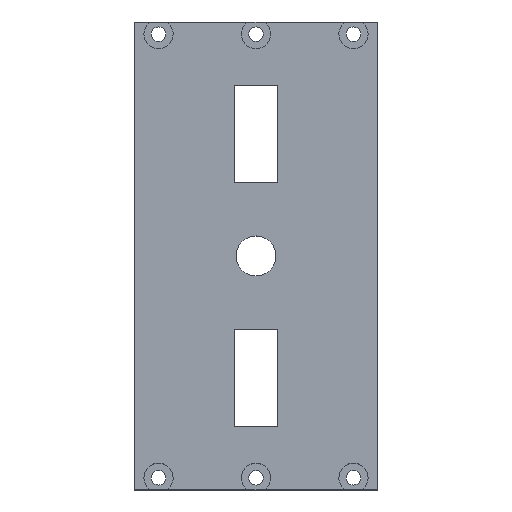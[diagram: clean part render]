
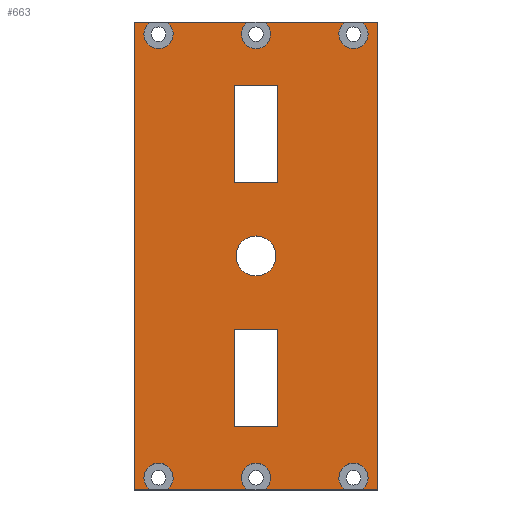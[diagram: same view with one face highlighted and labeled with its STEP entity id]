
A CAD part, top view. The second image highlights one B-rep face of the part: STEP entity #663.
In plain terms, the highlighted planar face has unit normal (0, 0, 1).
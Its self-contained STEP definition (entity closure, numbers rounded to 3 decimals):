
#21=FACE_BOUND('',#105,.T.);
#22=FACE_BOUND('',#106,.T.);
#23=FACE_BOUND('',#107,.T.);
#39=PLANE('',#728);
#65=FACE_OUTER_BOUND('',#104,.T.);
#104=EDGE_LOOP('',(#494,#495,#496,#497,#498,#499,#500,#501,#502,#503,#504,
#505,#506,#507,#508,#509));
#105=EDGE_LOOP('',(#510,#511,#512,#513));
#106=EDGE_LOOP('',(#514));
#107=EDGE_LOOP('',(#515,#516,#517,#518));
#155=LINE('',#1025,#222);
#156=LINE('',#1027,#223);
#157=LINE('',#1028,#224);
#158=LINE('',#1029,#225);
#159=LINE('',#1030,#226);
#160=LINE('',#1032,#227);
#161=LINE('',#1034,#228);
#162=LINE('',#1035,#229);
#163=LINE('',#1036,#230);
#164=LINE('',#1037,#231);
#165=LINE('',#1040,#232);
#166=LINE('',#1042,#233);
#167=LINE('',#1044,#234);
#168=LINE('',#1045,#235);
#169=LINE('',#1050,#236);
#170=LINE('',#1052,#237);
#171=LINE('',#1054,#238);
#172=LINE('',#1055,#239);
#222=VECTOR('',#839,10.);
#223=VECTOR('',#840,10.);
#224=VECTOR('',#841,10.);
#225=VECTOR('',#842,10.);
#226=VECTOR('',#843,10.);
#227=VECTOR('',#844,10.);
#228=VECTOR('',#845,10.);
#229=VECTOR('',#846,10.);
#230=VECTOR('',#847,10.);
#231=VECTOR('',#848,10.);
#232=VECTOR('',#849,10.);
#233=VECTOR('',#850,10.);
#234=VECTOR('',#851,10.);
#235=VECTOR('',#852,10.);
#236=VECTOR('',#855,10.);
#237=VECTOR('',#856,10.);
#238=VECTOR('',#857,10.);
#239=VECTOR('',#858,10.);
#271=CIRCLE('',#699,3.);
#274=CIRCLE('',#704,3.);
#277=CIRCLE('',#709,3.);
#280=CIRCLE('',#714,3.);
#283=CIRCLE('',#719,3.);
#286=CIRCLE('',#724,3.);
#289=CIRCLE('',#729,4.1);
#297=VERTEX_POINT('',#946);
#298=VERTEX_POINT('',#947);
#302=VERTEX_POINT('',#959);
#303=VERTEX_POINT('',#960);
#307=VERTEX_POINT('',#972);
#308=VERTEX_POINT('',#973);
#312=VERTEX_POINT('',#985);
#313=VERTEX_POINT('',#986);
#317=VERTEX_POINT('',#998);
#318=VERTEX_POINT('',#999);
#322=VERTEX_POINT('',#1011);
#323=VERTEX_POINT('',#1012);
#327=VERTEX_POINT('',#1024);
#328=VERTEX_POINT('',#1026);
#329=VERTEX_POINT('',#1031);
#330=VERTEX_POINT('',#1033);
#331=VERTEX_POINT('',#1038);
#332=VERTEX_POINT('',#1039);
#333=VERTEX_POINT('',#1041);
#334=VERTEX_POINT('',#1043);
#335=VERTEX_POINT('',#1046);
#336=VERTEX_POINT('',#1048);
#337=VERTEX_POINT('',#1049);
#338=VERTEX_POINT('',#1051);
#339=VERTEX_POINT('',#1053);
#359=EDGE_CURVE('',#297,#298,#271,.T.);
#365=EDGE_CURVE('',#302,#303,#274,.T.);
#371=EDGE_CURVE('',#307,#308,#277,.T.);
#377=EDGE_CURVE('',#312,#313,#280,.T.);
#383=EDGE_CURVE('',#317,#318,#283,.T.);
#389=EDGE_CURVE('',#322,#323,#286,.T.);
#395=EDGE_CURVE('',#298,#327,#155,.T.);
#396=EDGE_CURVE('',#327,#328,#156,.T.);
#397=EDGE_CURVE('',#328,#302,#157,.T.);
#398=EDGE_CURVE('',#303,#317,#158,.T.);
#399=EDGE_CURVE('',#318,#312,#159,.T.);
#400=EDGE_CURVE('',#313,#329,#160,.T.);
#401=EDGE_CURVE('',#329,#330,#161,.T.);
#402=EDGE_CURVE('',#330,#322,#162,.T.);
#403=EDGE_CURVE('',#323,#307,#163,.T.);
#404=EDGE_CURVE('',#308,#297,#164,.T.);
#405=EDGE_CURVE('',#331,#332,#165,.T.);
#406=EDGE_CURVE('',#332,#333,#166,.T.);
#407=EDGE_CURVE('',#333,#334,#167,.T.);
#408=EDGE_CURVE('',#334,#331,#168,.T.);
#409=EDGE_CURVE('',#335,#335,#289,.T.);
#410=EDGE_CURVE('',#336,#337,#169,.T.);
#411=EDGE_CURVE('',#337,#338,#170,.T.);
#412=EDGE_CURVE('',#338,#339,#171,.T.);
#413=EDGE_CURVE('',#339,#336,#172,.T.);
#494=ORIENTED_EDGE('',*,*,#359,.T.);
#495=ORIENTED_EDGE('',*,*,#395,.T.);
#496=ORIENTED_EDGE('',*,*,#396,.T.);
#497=ORIENTED_EDGE('',*,*,#397,.T.);
#498=ORIENTED_EDGE('',*,*,#365,.T.);
#499=ORIENTED_EDGE('',*,*,#398,.T.);
#500=ORIENTED_EDGE('',*,*,#383,.T.);
#501=ORIENTED_EDGE('',*,*,#399,.T.);
#502=ORIENTED_EDGE('',*,*,#377,.T.);
#503=ORIENTED_EDGE('',*,*,#400,.T.);
#504=ORIENTED_EDGE('',*,*,#401,.T.);
#505=ORIENTED_EDGE('',*,*,#402,.T.);
#506=ORIENTED_EDGE('',*,*,#389,.T.);
#507=ORIENTED_EDGE('',*,*,#403,.T.);
#508=ORIENTED_EDGE('',*,*,#371,.T.);
#509=ORIENTED_EDGE('',*,*,#404,.T.);
#510=ORIENTED_EDGE('',*,*,#405,.T.);
#511=ORIENTED_EDGE('',*,*,#406,.T.);
#512=ORIENTED_EDGE('',*,*,#407,.T.);
#513=ORIENTED_EDGE('',*,*,#408,.T.);
#514=ORIENTED_EDGE('',*,*,#409,.T.);
#515=ORIENTED_EDGE('',*,*,#410,.T.);
#516=ORIENTED_EDGE('',*,*,#411,.T.);
#517=ORIENTED_EDGE('',*,*,#412,.T.);
#518=ORIENTED_EDGE('',*,*,#413,.T.);
#663=ADVANCED_FACE('',(#65,#21,#22,#23),#39,.T.);
#699=AXIS2_PLACEMENT_3D('',#948,#761,#762);
#704=AXIS2_PLACEMENT_3D('',#961,#774,#775);
#709=AXIS2_PLACEMENT_3D('',#974,#787,#788);
#714=AXIS2_PLACEMENT_3D('',#987,#800,#801);
#719=AXIS2_PLACEMENT_3D('',#1000,#813,#814);
#724=AXIS2_PLACEMENT_3D('',#1013,#826,#827);
#728=AXIS2_PLACEMENT_3D('',#1023,#837,#838);
#729=AXIS2_PLACEMENT_3D('',#1047,#853,#854);
#761=DIRECTION('center_axis',(0.,0.,-1.));
#762=DIRECTION('ref_axis',(1.,0.,0.));
#774=DIRECTION('center_axis',(0.,0.,-1.));
#775=DIRECTION('ref_axis',(1.,0.,0.));
#787=DIRECTION('center_axis',(0.,0.,-1.));
#788=DIRECTION('ref_axis',(1.,0.,0.));
#800=DIRECTION('center_axis',(0.,0.,-1.));
#801=DIRECTION('ref_axis',(1.,0.,0.));
#813=DIRECTION('center_axis',(0.,0.,-1.));
#814=DIRECTION('ref_axis',(1.,0.,0.));
#826=DIRECTION('center_axis',(0.,0.,-1.));
#827=DIRECTION('ref_axis',(1.,0.,0.));
#837=DIRECTION('center_axis',(0.,0.,1.));
#838=DIRECTION('ref_axis',(1.,0.,0.));
#839=DIRECTION('',(-1.,0.,0.));
#840=DIRECTION('',(0.,-1.,0.));
#841=DIRECTION('',(1.,0.,0.));
#842=DIRECTION('',(1.,0.,0.));
#843=DIRECTION('',(1.,0.,0.));
#844=DIRECTION('',(1.,0.,0.));
#845=DIRECTION('',(0.,1.,0.));
#846=DIRECTION('',(-1.,0.,0.));
#847=DIRECTION('',(-1.,0.,0.));
#848=DIRECTION('',(-1.,0.,0.));
#849=DIRECTION('',(1.,0.,0.));
#850=DIRECTION('',(0.,-1.,0.));
#851=DIRECTION('',(-1.,0.,0.));
#852=DIRECTION('',(0.,1.,0.));
#853=DIRECTION('center_axis',(0.,0.,-1.));
#854=DIRECTION('ref_axis',(1.,0.,0.));
#855=DIRECTION('',(1.,0.,0.));
#856=DIRECTION('',(0.,-1.,0.));
#857=DIRECTION('',(-1.,0.,0.));
#858=DIRECTION('',(0.,1.,0.));
#946=CARTESIAN_POINT('',(90.99,82.452,5.));
#947=CARTESIAN_POINT('',(87.673,82.452,5.));
#948=CARTESIAN_POINT('Origin',(89.332,79.952,5.));
#959=CARTESIAN_POINT('',(87.673,-13.548,5.));
#960=CARTESIAN_POINT('',(90.99,-13.548,5.));
#961=CARTESIAN_POINT('Origin',(89.332,-11.048,5.));
#972=CARTESIAN_POINT('',(110.99,82.452,5.));
#973=CARTESIAN_POINT('',(107.673,82.452,5.));
#974=CARTESIAN_POINT('Origin',(109.332,79.952,5.));
#985=CARTESIAN_POINT('',(127.673,-13.548,5.));
#986=CARTESIAN_POINT('',(130.99,-13.548,5.));
#987=CARTESIAN_POINT('Origin',(129.332,-11.048,5.));
#998=CARTESIAN_POINT('',(107.673,-13.548,5.));
#999=CARTESIAN_POINT('',(110.99,-13.548,5.));
#1000=CARTESIAN_POINT('Origin',(109.332,-11.048,5.));
#1011=CARTESIAN_POINT('',(130.99,82.452,5.));
#1012=CARTESIAN_POINT('',(127.673,82.452,5.));
#1013=CARTESIAN_POINT('Origin',(129.332,79.952,5.));
#1023=CARTESIAN_POINT('Origin',(109.332,34.452,5.));
#1024=CARTESIAN_POINT('',(84.332,82.452,5.));
#1025=CARTESIAN_POINT('',(134.332,82.452,5.));
#1026=CARTESIAN_POINT('',(84.332,-13.548,5.));
#1027=CARTESIAN_POINT('',(84.332,82.452,5.));
#1028=CARTESIAN_POINT('',(84.332,-13.548,5.));
#1029=CARTESIAN_POINT('',(84.332,-13.548,5.));
#1030=CARTESIAN_POINT('',(84.332,-13.548,5.));
#1031=CARTESIAN_POINT('',(134.332,-13.548,5.));
#1032=CARTESIAN_POINT('',(84.332,-13.548,5.));
#1033=CARTESIAN_POINT('',(134.332,82.452,5.));
#1034=CARTESIAN_POINT('',(134.332,-13.548,5.));
#1035=CARTESIAN_POINT('',(134.332,82.452,5.));
#1036=CARTESIAN_POINT('',(134.332,82.452,5.));
#1037=CARTESIAN_POINT('',(134.332,82.452,5.));
#1038=CARTESIAN_POINT('',(104.832,69.452,5.));
#1039=CARTESIAN_POINT('',(113.832,69.452,5.));
#1040=CARTESIAN_POINT('',(113.832,69.452,5.));
#1041=CARTESIAN_POINT('',(113.832,49.452,5.));
#1042=CARTESIAN_POINT('',(113.832,49.452,5.));
#1043=CARTESIAN_POINT('',(104.832,49.452,5.));
#1044=CARTESIAN_POINT('',(104.832,49.452,5.));
#1045=CARTESIAN_POINT('',(104.832,69.452,5.));
#1046=CARTESIAN_POINT('',(105.232,34.452,5.));
#1047=CARTESIAN_POINT('Origin',(109.332,34.452,5.));
#1048=CARTESIAN_POINT('',(104.832,19.452,5.));
#1049=CARTESIAN_POINT('',(113.832,19.452,5.));
#1050=CARTESIAN_POINT('',(104.832,19.452,5.));
#1051=CARTESIAN_POINT('',(113.832,-0.548,5.));
#1052=CARTESIAN_POINT('',(113.832,19.452,5.));
#1053=CARTESIAN_POINT('',(104.832,-0.548,5.));
#1054=CARTESIAN_POINT('',(113.832,-0.548,5.));
#1055=CARTESIAN_POINT('',(104.832,-0.548,5.));
